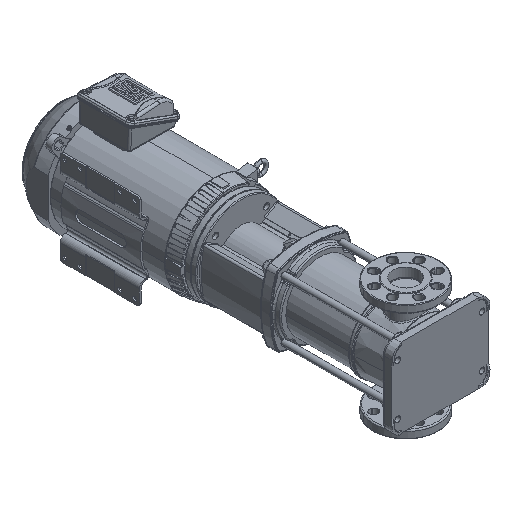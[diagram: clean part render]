
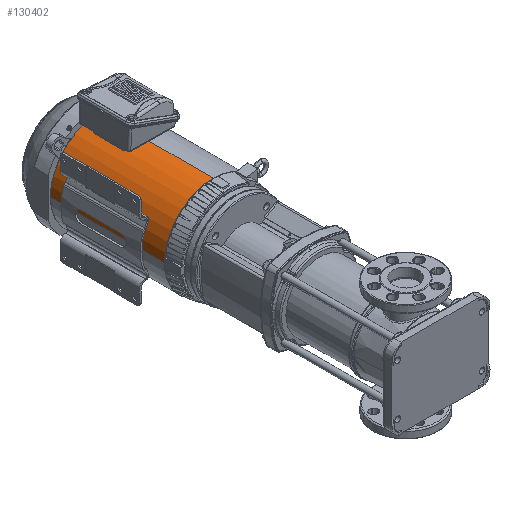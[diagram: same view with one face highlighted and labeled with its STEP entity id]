
A CAD part, isometric view. The second image highlights one B-rep face of the part: STEP entity #130402.
In plain terms, the highlighted cylindrical face has radius 124.3 mm (diameter 248.6 mm), a partial arc.
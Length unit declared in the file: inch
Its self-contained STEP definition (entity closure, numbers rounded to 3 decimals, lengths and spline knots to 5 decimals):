
#129 = EDGE_LOOP ( 'NONE', ( #106588, #128219, #3533, #125040 ) ) ;
#2338 = VERTEX_POINT ( 'NONE', #67440 ) ;
#3533 = ORIENTED_EDGE ( 'NONE', *, *, #165828, .F. ) ;
#7742 = CARTESIAN_POINT ( 'NONE',  ( 6.01795, -0.74874, 0. ) ) ;
#9537 = CARTESIAN_POINT ( 'NONE',  ( -5.39937, -0.74874, 4.8937 ) ) ;
#9649 = EDGE_CURVE ( 'NONE', #2338, #42288, #118565, .T. ) ;
#11691 = VERTEX_POINT ( 'NONE', #9537 ) ;
#15976 = DIRECTION ( 'NONE',  ( 0., -1., 0. ) ) ;
#30140 = AXIS2_PLACEMENT_3D ( 'NONE', #107135, #68025, #15976 ) ;
#30356 = DIRECTION ( 'NONE',  ( -1., 0., 0. ) ) ;
#42288 = VERTEX_POINT ( 'NONE', #135892 ) ;
#43285 = EDGE_CURVE ( 'NONE', #2338, #84156, #56984, .T. ) ;
#50127 = VECTOR ( 'NONE', #30356, 39.37008 ) ;
#56984 = LINE ( 'NONE', #125544, #150643 ) ;
#60634 = DIRECTION ( 'NONE',  ( -1., 0., 0. ) ) ;
#60809 = FACE_OUTER_BOUND ( 'NONE', #129, .T. ) ;
#67440 = CARTESIAN_POINT ( 'NONE',  ( 6.01795, -5.64244, 0.00085 ) ) ;
#68025 = DIRECTION ( 'NONE',  ( -1., 0., 0. ) ) ;
#84156 = VERTEX_POINT ( 'NONE', #86710 ) ;
#86710 = CARTESIAN_POINT ( 'NONE',  ( -5.39937, -5.64244, 0.00085 ) ) ;
#91614 = AXIS2_PLACEMENT_3D ( 'NONE', #169318, #152032, #99039 ) ;
#96285 = LINE ( 'NONE', #149273, #50127 ) ;
#99039 = DIRECTION ( 'NONE',  ( 0., 0., 1. ) ) ;
#106588 = ORIENTED_EDGE ( 'NONE', *, *, #9649, .T. ) ;
#107135 = CARTESIAN_POINT ( 'NONE',  ( -5.39937, -0.74874, 0. ) ) ;
#118565 = CIRCLE ( 'NONE', #154654, 4.8937 ) ;
#125040 = ORIENTED_EDGE ( 'NONE', *, *, #43285, .F. ) ;
#125544 = CARTESIAN_POINT ( 'NONE',  ( 38.30292, -5.64244, 0.00085 ) ) ;
#125760 = DIRECTION ( 'NONE',  ( 0., -1., 0. ) ) ;
#128219 = ORIENTED_EDGE ( 'NONE', *, *, #131474, .T. ) ;
#130402 = ADVANCED_FACE ( 'NONE', ( #60809 ), #168471, .T. ) ;
#131474 = EDGE_CURVE ( 'NONE', #42288, #11691, #96285, .T. ) ;
#135460 = CIRCLE ( 'NONE', #30140, 4.8937 ) ;
#135892 = CARTESIAN_POINT ( 'NONE',  ( 6.01795, -0.74874, 4.8937 ) ) ;
#149273 = CARTESIAN_POINT ( 'NONE',  ( 38.30292, -0.74874, 4.8937 ) ) ;
#150643 = VECTOR ( 'NONE', #163794, 39.37008 ) ;
#152032 = DIRECTION ( 'NONE',  ( -1., 0., 0. ) ) ;
#154654 = AXIS2_PLACEMENT_3D ( 'NONE', #7742, #60634, #125760 ) ;
#163794 = DIRECTION ( 'NONE',  ( -1., 0., 0. ) ) ;
#165828 = EDGE_CURVE ( 'NONE', #84156, #11691, #135460, .T. ) ;
#168471 = CYLINDRICAL_SURFACE ( 'NONE', #91614, 4.8937 ) ;
#169318 = CARTESIAN_POINT ( 'NONE',  ( 38.30292, -0.74874, 0. ) ) ;
